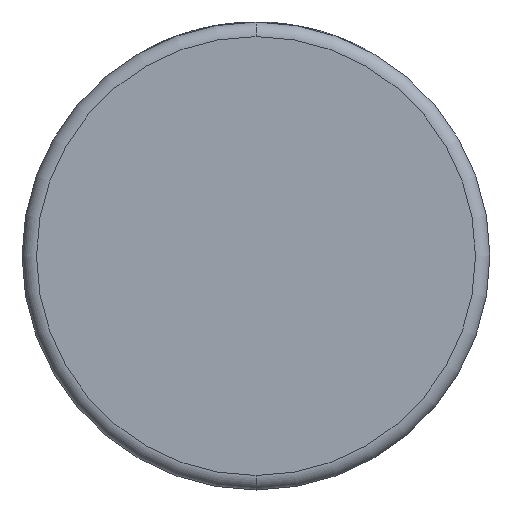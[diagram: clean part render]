
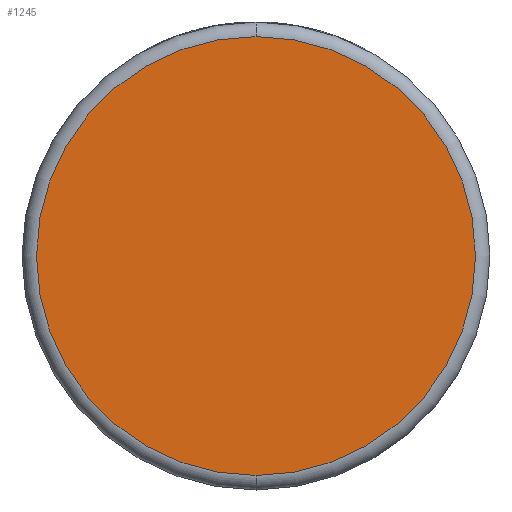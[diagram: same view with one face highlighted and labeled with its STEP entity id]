
A CAD part, front view. The second image highlights one B-rep face of the part: STEP entity #1245.
In plain terms, the highlighted planar face has unit normal (0, -1, 0).
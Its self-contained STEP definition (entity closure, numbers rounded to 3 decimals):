
#148 = VERTEX_POINT ( 'NONE', #2767 ) ;
#459 = CARTESIAN_POINT ( 'NONE',  ( 0., 0., -30.25 ) ) ;
#697 = ORIENTED_EDGE ( 'NONE', *, *, #2537, .T. ) ;
#1010 = AXIS2_PLACEMENT_3D ( 'NONE', #1852, #1881, #4171 ) ;
#1083 = CARTESIAN_POINT ( 'NONE',  ( 0., 0., 0. ) ) ;
#1245 = ADVANCED_FACE ( 'NONE', ( #4256 ), #2107, .F. ) ;
#1273 = CARTESIAN_POINT ( 'NONE',  ( 0., 0., 0. ) ) ;
#1738 = DIRECTION ( 'NONE',  ( 0., 0., 1. ) ) ;
#1852 = CARTESIAN_POINT ( 'NONE',  ( 0., 0., 0. ) ) ;
#1853 = CIRCLE ( 'NONE', #1940, 30.25 ) ;
#1881 = DIRECTION ( 'NONE',  ( 0., -1., 0. ) ) ;
#1940 = AXIS2_PLACEMENT_3D ( 'NONE', #1273, #4248, #2275 ) ;
#2107 = PLANE ( 'NONE',  #2933 ) ;
#2275 = DIRECTION ( 'NONE',  ( 0., 0., 1. ) ) ;
#2330 = CIRCLE ( 'NONE', #1010, 30.25 ) ;
#2343 = ORIENTED_EDGE ( 'NONE', *, *, #2576, .T. ) ;
#2537 = EDGE_CURVE ( 'NONE', #148, #4094, #2330, .T. ) ;
#2576 = EDGE_CURVE ( 'NONE', #4094, #148, #1853, .T. ) ;
#2613 = EDGE_LOOP ( 'NONE', ( #697, #2343 ) ) ;
#2767 = CARTESIAN_POINT ( 'NONE',  ( 0., 0., 30.25 ) ) ;
#2933 = AXIS2_PLACEMENT_3D ( 'NONE', #1083, #3451, #1738 ) ;
#3451 = DIRECTION ( 'NONE',  ( 0., 1., 0. ) ) ;
#4094 = VERTEX_POINT ( 'NONE', #459 ) ;
#4171 = DIRECTION ( 'NONE',  ( 0., 0., 1. ) ) ;
#4248 = DIRECTION ( 'NONE',  ( 0., -1., 0. ) ) ;
#4256 = FACE_OUTER_BOUND ( 'NONE', #2613, .T. ) ;
